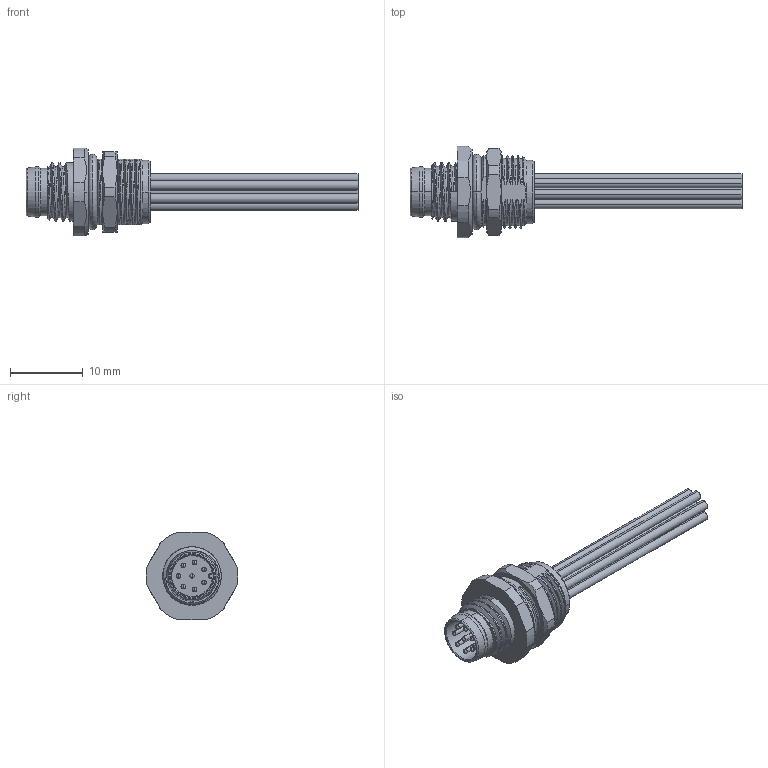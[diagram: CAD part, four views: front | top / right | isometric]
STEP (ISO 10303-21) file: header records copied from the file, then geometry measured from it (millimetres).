
FILE_DESCRIPTION((''),'2;1');
FILE_NAME('HOUSING-8P-MALE-AOCAO88_','2025-09-28T',('gongcheng16'),(''),'PRO/ENGINEER BY PARAMETRIC TECHNOLOGY CORPORATION, 2010280','PRO/ENGINEER BY PARAMETRIC TECHNOLOGY CORPORATION, 2010280','');
FILE_SCHEMA(('CONFIG_CONTROL_DESIGN'));
Products named in the file (1): HOUSING-8P-MALE-AOCAO88_
Bounding box: 45.5 x 12.6 x 12 mm (x, y, z)
Volume: 301 mm3; surface area: 6399 mm2
Topology: 1 solids, 39 shells, 1045 faces, 2441 edges, 1480 vertices
Faces by surface type: cylinder 448, cone 221, plane 214, bspline 112, sphere 30, torus 20
Entity records: 55046 total; most frequent: CARTESIAN_POINT 32015, ORIENTED_EDGE 4762, DIRECTION 4713, EDGE_CURVE 2381, AXIS2_PLACEMENT_3D 1912, VERTEX_POINT 1480, EDGE_LOOP 1167, FACE_OUTER_BOUND 1045
